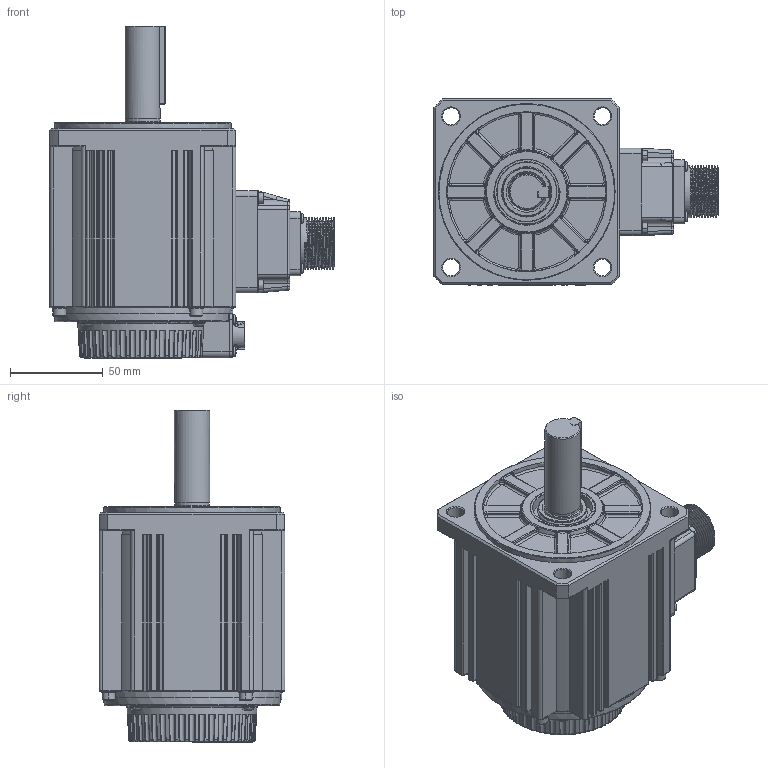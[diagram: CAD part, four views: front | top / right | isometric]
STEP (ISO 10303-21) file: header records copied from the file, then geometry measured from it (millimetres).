
FILE_DESCRIPTION( ('This file contains a STEP AP42 implementation' ,'as created by ZW3D STEP Interface translator.') ,'2;1' );
FILE_NAME( 'X2MA100A-N2LN.stp' ,'22 520. 82923', (''), ('ZWCAD Software Co.'), 'Version 1.0', 'ZW3D to STEP translator', '' );
FILE_SCHEMA(('AUTOMOTIVE_DESIGN { 1 0 10303 214 1 1 1 1 }'));
Length unit declared in the file: millimetre
Products named in the file (1): 0
Bounding box: 152.94 x 100 x 178.5 mm (x, y, z)
Volume: 1081763.6 mm3; surface area: 95847.3 mm2
Topology: 1 solids, 1 shells, 1677 faces, 4384 edges, 2674 vertices
Faces by surface type: plane 604, cylinder 549, bspline 288, torus 124, cone 70, sphere 42
Full cylindrical faces by diameter (mm): 0.8 x4, 1 x10, 2.4 x4, 3 x1, 5.5 x1, 6.7 x4, 7 x4, 8 x4, 9 x4, 11.8 x1, 15.2 x1, 18.8 x1, 19 x2, 19.8 x1, 24 x1, 24.5 x9, 26 x1, 28 x10, 32 x1, 86 x1, 95 x2
Entity records: 67771 total; most frequent: CARTESIAN_POINT 27611, ORIENTED_EDGE 8564, DIRECTION 7531, EDGE_CURVE 4282, AXIS2_PLACEMENT_3D 2914, VERTEX_POINT 2674, EDGE_LOOP 1770, VECTOR 1703
